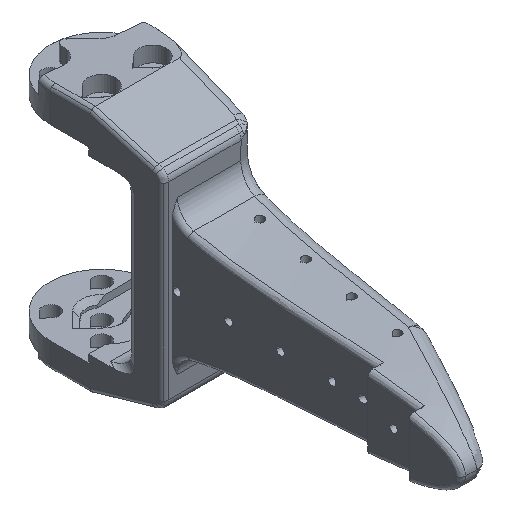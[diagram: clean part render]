
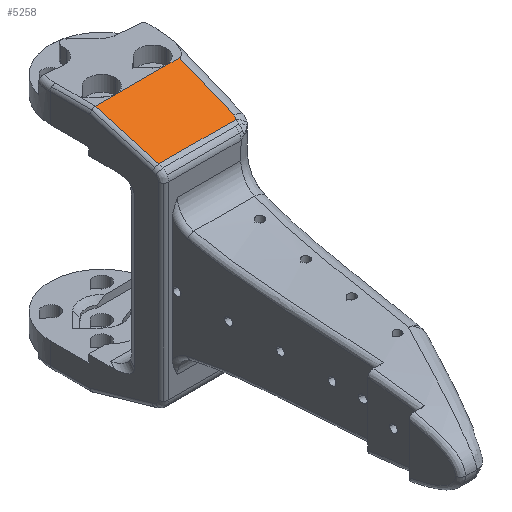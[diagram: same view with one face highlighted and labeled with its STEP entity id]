
A CAD part, isometric view. The second image highlights one B-rep face of the part: STEP entity #5258.
In plain terms, the highlighted planar face has unit normal (0, -0.278, 0.961).
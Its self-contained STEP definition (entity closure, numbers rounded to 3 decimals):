
#199 = CARTESIAN_POINT ( 'NONE',  ( 6.019, -20.079, 20.439 ) ) ;
#311 = CARTESIAN_POINT ( 'NONE',  ( 6.303, -19.344, 20.652 ) ) ;
#318 = VECTOR ( 'NONE', #1313, 1000. ) ;
#351 = B_SPLINE_CURVE_WITH_KNOTS ( 'NONE', 3,
 ( #5544, #4788, #7862, #199 ),
 .UNSPECIFIED., .F., .F.,
 ( 4, 4 ),
 ( 0., 0.083 ),
 .UNSPECIFIED. ) ;
#393 = VECTOR ( 'NONE', #3244, 1000. ) ;
#1056 = CARTESIAN_POINT ( 'NONE',  ( 6.912, -11.628, 22.884 ) ) ;
#1313 = DIRECTION ( 'NONE',  ( -1., 0., 0. ) ) ;
#1643 = AXIS2_PLACEMENT_3D ( 'NONE', #9178, #8263, #8409 ) ;
#2541 = VECTOR ( 'NONE', #8464, 1000. ) ;
#2608 = CARTESIAN_POINT ( 'NONE',  ( 6.6, -15.486, 21.768 ) ) ;
#2993 = CARTESIAN_POINT ( 'NONE',  ( -9., -7.772, 24. ) ) ;
#3020 = VERTEX_POINT ( 'NONE', #6131 ) ;
#3244 = DIRECTION ( 'NONE',  ( 1., 0., 0. ) ) ;
#3596 = VERTEX_POINT ( 'NONE', #7101 ) ;
#3598 = EDGE_CURVE ( 'NONE', #7387, #4396, #8102, .T. ) ;
#3667 = FACE_OUTER_BOUND ( 'NONE', #3791, .T. ) ;
#3791 = EDGE_LOOP ( 'NONE', ( #3928, #8774, #4920, #8775, #5560 ) ) ;
#3928 = ORIENTED_EDGE ( 'NONE', *, *, #8658, .F. ) ;
#4104 = CARTESIAN_POINT ( 'NONE',  ( -9., -20.079, 20.439 ) ) ;
#4396 = VERTEX_POINT ( 'NONE', #5777 ) ;
#4441 = CARTESIAN_POINT ( 'NONE',  ( 0.85, -20.079, 20.439 ) ) ;
#4479 = CARTESIAN_POINT ( 'NONE',  ( -9., -4.186, 25.037 ) ) ;
#4788 = CARTESIAN_POINT ( 'NONE',  ( 6.284, -19.608, 20.576 ) ) ;
#4920 = ORIENTED_EDGE ( 'NONE', *, *, #3598, .F. ) ;
#5258 = ADVANCED_FACE ( 'NONE', ( #3667 ), #5954, .T. ) ;
#5544 = CARTESIAN_POINT ( 'NONE',  ( 6.303, -19.344, 20.652 ) ) ;
#5560 = ORIENTED_EDGE ( 'NONE', *, *, #8532, .F. ) ;
#5713 = B_SPLINE_CURVE_WITH_KNOTS ( 'NONE', 3,
 ( #9582, #1056, #2608, #311 ),
 .UNSPECIFIED., .F., .F.,
 ( 4, 4 ),
 ( -1.667, -0.459 ),
 .UNSPECIFIED. ) ;
#5777 = CARTESIAN_POINT ( 'NONE',  ( 7.235, -7.772, 24. ) ) ;
#5954 = PLANE ( 'NONE',  #1643 ) ;
#6131 = CARTESIAN_POINT ( 'NONE',  ( 6.303, -19.344, 20.652 ) ) ;
#7075 = EDGE_CURVE ( 'NONE', #8961, #7387, #8368, .T. ) ;
#7101 = CARTESIAN_POINT ( 'NONE',  ( 6.019, -20.079, 20.439 ) ) ;
#7387 = VERTEX_POINT ( 'NONE', #2993 ) ;
#7563 = LINE ( 'NONE', #4441, #318 ) ;
#7862 = CARTESIAN_POINT ( 'NONE',  ( 6.186, -19.868, 20.501 ) ) ;
#7903 = CARTESIAN_POINT ( 'NONE',  ( -10., -7.772, 24. ) ) ;
#8102 = LINE ( 'NONE', #7903, #393 ) ;
#8263 = DIRECTION ( 'NONE',  ( 0., -0.278, 0.961 ) ) ;
#8368 = LINE ( 'NONE', #4479, #2541 ) ;
#8409 = DIRECTION ( 'NONE',  ( -1., 0., 0. ) ) ;
#8464 = DIRECTION ( 'NONE',  ( 0., 0.961, 0.278 ) ) ;
#8532 = EDGE_CURVE ( 'NONE', #3596, #8961, #7563, .T. ) ;
#8658 = EDGE_CURVE ( 'NONE', #3020, #3596, #351, .T. ) ;
#8774 = ORIENTED_EDGE ( 'NONE', *, *, #9762, .F. ) ;
#8775 = ORIENTED_EDGE ( 'NONE', *, *, #7075, .F. ) ;
#8961 = VERTEX_POINT ( 'NONE', #4104 ) ;
#9178 = CARTESIAN_POINT ( 'NONE',  ( -10., -7.772, 24. ) ) ;
#9582 = CARTESIAN_POINT ( 'NONE',  ( 7.235, -7.772, 24. ) ) ;
#9762 = EDGE_CURVE ( 'NONE', #4396, #3020, #5713, .T. ) ;
